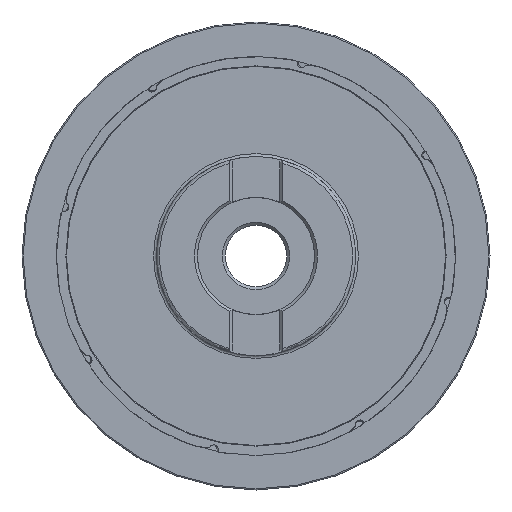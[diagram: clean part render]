
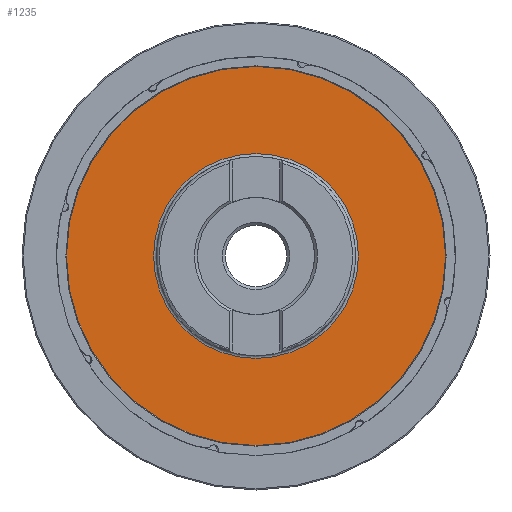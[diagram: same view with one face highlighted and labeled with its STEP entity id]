
A CAD part, left-side view. The second image highlights one B-rep face of the part: STEP entity #1235.
In plain terms, the highlighted planar face has unit normal (-1, 0, 0).
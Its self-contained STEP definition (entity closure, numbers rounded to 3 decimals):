
#35 = VERTEX_POINT ( 'NONE', #958 ) ;
#91 = EDGE_LOOP ( 'NONE', ( #202 ) ) ;
#134 = CARTESIAN_POINT ( 'NONE',  ( -7.2, 0., 0. ) ) ;
#202 = ORIENTED_EDGE ( 'NONE', *, *, #2347, .T. ) ;
#378 = DIRECTION ( 'NONE',  ( 0., 0., -1. ) ) ;
#387 = EDGE_CURVE ( 'NONE', #35, #35, #1084, .T. ) ;
#680 = FACE_OUTER_BOUND ( 'NONE', #2724, .T. ) ;
#782 = VERTEX_POINT ( 'NONE', #2399 ) ;
#958 = CARTESIAN_POINT ( 'NONE',  ( -7.2, 0., -64.8 ) ) ;
#963 = AXIS2_PLACEMENT_3D ( 'NONE', #2634, #1215, #2879 ) ;
#1084 = CIRCLE ( 'NONE', #963, 64.8 ) ;
#1215 = DIRECTION ( 'NONE',  ( 1., 0., 0. ) ) ;
#1225 = FACE_BOUND ( 'NONE', #91, .T. ) ;
#1235 = ADVANCED_FACE ( 'NONE', ( #1225, #680 ), #1339, .T. ) ;
#1339 = PLANE ( 'NONE',  #1878 ) ;
#1418 = ORIENTED_EDGE ( 'NONE', *, *, #387, .F. ) ;
#1574 = DIRECTION ( 'NONE',  ( 0., 0., 1. ) ) ;
#1782 = DIRECTION ( 'NONE',  ( 1., 0., 0. ) ) ;
#1878 = AXIS2_PLACEMENT_3D ( 'NONE', #2293, #3009, #1574 ) ;
#2244 = AXIS2_PLACEMENT_3D ( 'NONE', #134, #1782, #378 ) ;
#2293 = CARTESIAN_POINT ( 'NONE',  ( -7.2, 64.8, 0. ) ) ;
#2347 = EDGE_CURVE ( 'NONE', #782, #782, #2830, .T. ) ;
#2399 = CARTESIAN_POINT ( 'NONE',  ( -7.2, 0., -35. ) ) ;
#2634 = CARTESIAN_POINT ( 'NONE',  ( -7.2, 0., 0. ) ) ;
#2724 = EDGE_LOOP ( 'NONE', ( #1418 ) ) ;
#2830 = CIRCLE ( 'NONE', #2244, 35. ) ;
#2879 = DIRECTION ( 'NONE',  ( 0., 0., -1. ) ) ;
#3009 = DIRECTION ( 'NONE',  ( -1., 0., 0. ) ) ;
